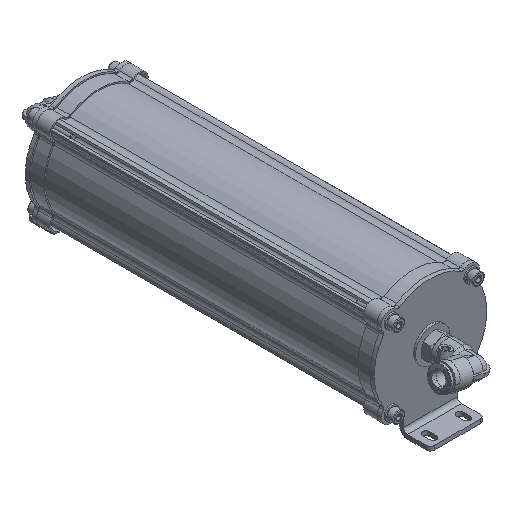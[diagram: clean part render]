
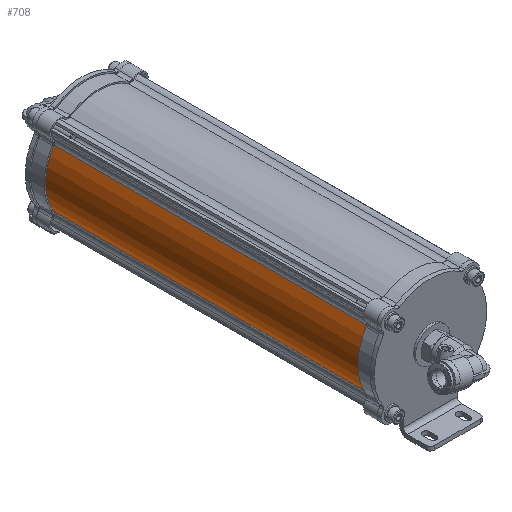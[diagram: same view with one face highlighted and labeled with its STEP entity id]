
A CAD part, isometric view. The second image highlights one B-rep face of the part: STEP entity #708.
In plain terms, the highlighted cylindrical face has radius 39.75 mm (diameter 79.5 mm), a partial arc.
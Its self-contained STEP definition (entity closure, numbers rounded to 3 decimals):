
#679 = EDGE_CURVE('',#680,#682,#684,.T.);
#680 = VERTEX_POINT('',#681);
#681 = CARTESIAN_POINT('',(-33.458,125.,21.462));
#682 = VERTEX_POINT('',#683);
#683 = CARTESIAN_POINT('',(-33.458,-125.,21.462));
#684 = LINE('',#685,#686);
#685 = CARTESIAN_POINT('',(-33.458,125.,21.462));
#686 = VECTOR('',#687,1.);
#687 = DIRECTION('',(0.,-1.,0.));
#708 = ADVANCED_FACE('',(#709),#736,.T.);
#709 = FACE_BOUND('',#710,.F.);
#710 = EDGE_LOOP('',(#711,#712,#721,#729));
#711 = ORIENTED_EDGE('',*,*,#679,.T.);
#712 = ORIENTED_EDGE('',*,*,#713,.T.);
#713 = EDGE_CURVE('',#682,#714,#716,.T.);
#714 = VERTEX_POINT('',#715);
#715 = CARTESIAN_POINT('',(-33.458,-125.,-21.462));
#716 = CIRCLE('',#717,39.75);
#717 = AXIS2_PLACEMENT_3D('',#718,#719,#720);
#718 = CARTESIAN_POINT('',(0.,-125.,0.));
#719 = DIRECTION('',(0.,-1.,0.));
#720 = DIRECTION('',(1.,0.,0.));
#721 = ORIENTED_EDGE('',*,*,#722,.F.);
#722 = EDGE_CURVE('',#723,#714,#725,.T.);
#723 = VERTEX_POINT('',#724);
#724 = CARTESIAN_POINT('',(-33.458,125.,-21.462));
#725 = LINE('',#726,#727);
#726 = CARTESIAN_POINT('',(-33.458,125.,-21.462));
#727 = VECTOR('',#728,1.);
#728 = DIRECTION('',(0.,-1.,0.));
#729 = ORIENTED_EDGE('',*,*,#730,.F.);
#730 = EDGE_CURVE('',#680,#723,#731,.T.);
#731 = CIRCLE('',#732,39.75);
#732 = AXIS2_PLACEMENT_3D('',#733,#734,#735);
#733 = CARTESIAN_POINT('',(0.,125.,0.));
#734 = DIRECTION('',(0.,-1.,0.));
#735 = DIRECTION('',(1.,0.,0.));
#736 = CYLINDRICAL_SURFACE('',#737,39.75);
#737 = AXIS2_PLACEMENT_3D('',#738,#739,#740);
#738 = CARTESIAN_POINT('',(0.,125.,0.));
#739 = DIRECTION('',(-0.,1.,0.));
#740 = DIRECTION('',(1.,0.,0.));
